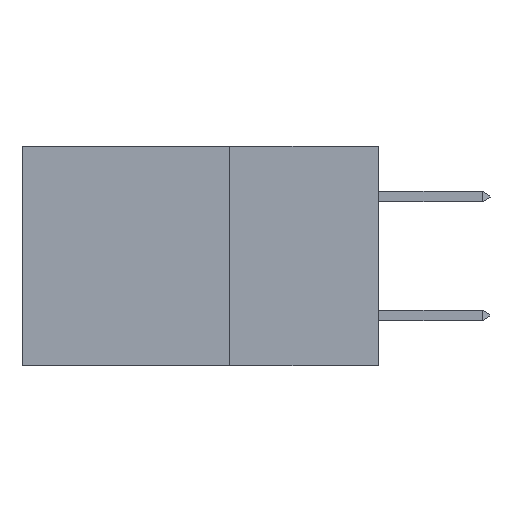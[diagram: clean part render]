
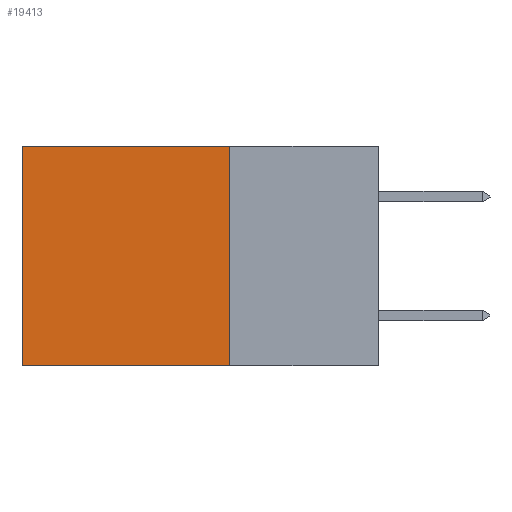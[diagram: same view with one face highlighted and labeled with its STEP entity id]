
A CAD part, left-side view. The second image highlights one B-rep face of the part: STEP entity #19413.
In plain terms, the highlighted planar face has unit normal (-1, 0, 0).
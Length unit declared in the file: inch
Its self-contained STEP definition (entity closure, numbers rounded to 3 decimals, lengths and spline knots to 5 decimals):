
#442 = DIRECTION ( 'NONE',  ( 0., 0., -1. ) ) ;
#625 = VECTOR ( 'NONE', #5448, 39.37008 ) ;
#2316 = VERTEX_POINT ( 'NONE', #6969 ) ;
#3216 = LINE ( 'NONE', #28370, #14174 ) ;
#5377 = EDGE_CURVE ( 'NONE', #16087, #10439, #11552, .T. ) ;
#5448 = DIRECTION ( 'NONE',  ( 0., 0., -1. ) ) ;
#5632 = CARTESIAN_POINT ( 'NONE',  ( 0.298, 0.25, -0.37 ) ) ;
#6086 = CARTESIAN_POINT ( 'NONE',  ( 0.298, 0.25, -0.37 ) ) ;
#6301 = EDGE_CURVE ( 'NONE', #2316, #10776, #19133, .T. ) ;
#6698 = VECTOR ( 'NONE', #13920, 39.37008 ) ;
#6969 = CARTESIAN_POINT ( 'NONE',  ( 0.298, 0.25, 0. ) ) ;
#7220 = CARTESIAN_POINT ( 'NONE',  ( 0.298, 0.6, 0. ) ) ;
#7970 = CARTESIAN_POINT ( 'NONE',  ( 0.298, 0.25, 0. ) ) ;
#8735 = EDGE_CURVE ( 'NONE', #10776, #10439, #20071, .T. ) ;
#10299 = DIRECTION ( 'NONE',  ( 1., 0., 0. ) ) ;
#10439 = VERTEX_POINT ( 'NONE', #17764 ) ;
#10624 = DIRECTION ( 'NONE',  ( 0., 1., 0. ) ) ;
#10776 = VERTEX_POINT ( 'NONE', #7220 ) ;
#11552 = LINE ( 'NONE', #5632, #23215 ) ;
#11662 = AXIS2_PLACEMENT_3D ( 'NONE', #7970, #10299, #26614 ) ;
#12194 = CARTESIAN_POINT ( 'NONE',  ( 0.298, 0.25, 0. ) ) ;
#12616 = ORIENTED_EDGE ( 'NONE', *, *, #8735, .T. ) ;
#13920 = DIRECTION ( 'NONE',  ( 0., 1., 0. ) ) ;
#14174 = VECTOR ( 'NONE', #442, 39.37008 ) ;
#16087 = VERTEX_POINT ( 'NONE', #6086 ) ;
#16212 = EDGE_LOOP ( 'NONE', ( #12616, #27806, #29844, #28740 ) ) ;
#17764 = CARTESIAN_POINT ( 'NONE',  ( 0.298, 0.6, -0.37 ) ) ;
#19133 = LINE ( 'NONE', #12194, #6698 ) ;
#19413 = ADVANCED_FACE ( 'NONE', ( #20032 ), #21943, .F. ) ;
#20032 = FACE_OUTER_BOUND ( 'NONE', #16212, .T. ) ;
#20071 = LINE ( 'NONE', #28639, #625 ) ;
#21943 = PLANE ( 'NONE',  #11662 ) ;
#23215 = VECTOR ( 'NONE', #10624, 39.37008 ) ;
#26123 = EDGE_CURVE ( 'NONE', #2316, #16087, #3216, .T. ) ;
#26614 = DIRECTION ( 'NONE',  ( 0., 0., -1. ) ) ;
#27806 = ORIENTED_EDGE ( 'NONE', *, *, #5377, .F. ) ;
#28370 = CARTESIAN_POINT ( 'NONE',  ( 0.298, 0.25, 0. ) ) ;
#28639 = CARTESIAN_POINT ( 'NONE',  ( 0.298, 0.6, 0. ) ) ;
#28740 = ORIENTED_EDGE ( 'NONE', *, *, #6301, .T. ) ;
#29844 = ORIENTED_EDGE ( 'NONE', *, *, #26123, .F. ) ;
